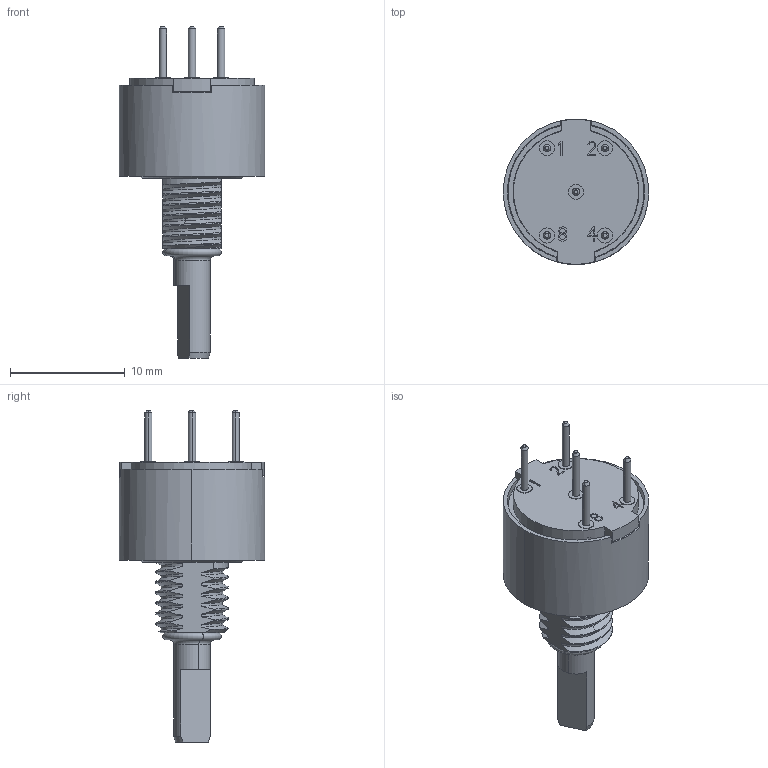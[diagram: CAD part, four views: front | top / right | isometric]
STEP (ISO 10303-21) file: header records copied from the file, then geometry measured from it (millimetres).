
FILE_DESCRIPTION((''),'2;1');
FILE_NAME('26ASD45-01PAJS_SW0001','2013-09-03T',('Administrator'),(''),'PRO/ENGINEER BY PARAMETRIC TECHNOLOGY CORPORATION, 2006200','PRO/ENGINEER BY PARAMETRIC TECHNOLOGY CORPORATION, 2006200','');
FILE_SCHEMA(('CONFIG_CONTROL_DESIGN'));
Length unit declared in the file: inch
Products named in the file (1): 26ASD45-01PAJS_SW0001
Bounding box: 12.7 x 12.7 x 28.98 mm (x, y, z)
Volume: 765.3 mm3; surface area: 1782.1 mm2
Topology: 1 solids, 5 shells, 455 faces, 1143 edges, 746 vertices
Faces by surface type: plane 230, cylinder 132, bspline 52, cone 25, torus 16
Entity records: 19039 total; most frequent: CARTESIAN_POINT 6044, ORIENTED_EDGE 2286, DIRECTION 2201, EDGE_CURVE 1143, AXIS2_PLACEMENT_3D 784, VERTEX_POINT 746, VECTOR 633, LINE 633
